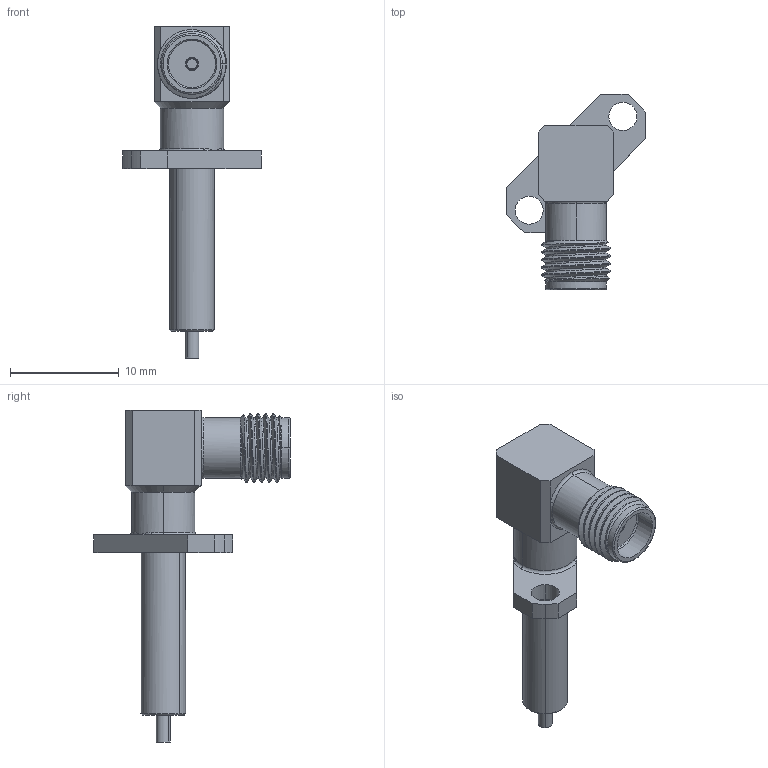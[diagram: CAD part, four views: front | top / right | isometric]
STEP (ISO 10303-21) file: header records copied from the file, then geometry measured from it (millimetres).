
FILE_DESCRIPTION (( 'STEP AP203' ), '1' );
FILE_NAME ('LCCN3163_3D.STEP', '2022-05-12T21:34:22', ( '' ), ( '' ), 'SwSTEP 2.0', 'SolidWorks 2021', '' );
FILE_SCHEMA (( 'CONFIG_CONTROL_DESIGN' ));
Length unit declared in the file: inch
Products named in the file (1): LCCN3163_3D
Bounding box: 12.77 x 18.07 x 30.6 mm (x, y, z)
Volume: 965.5 mm3; surface area: 973.5 mm2
Topology: 1 solids, 1 shells, 98 faces, 252 edges, 157 vertices
Faces by surface type: cylinder 33, plane 33, cone 15, bspline 9, torus 8
Entity records: 4245 total; most frequent: CARTESIAN_POINT 1877, ORIENTED_EDGE 496, DIRECTION 467, EDGE_CURVE 248, AXIS2_PLACEMENT_3D 178, VERTEX_POINT 157, LINE 111, VECTOR 111
